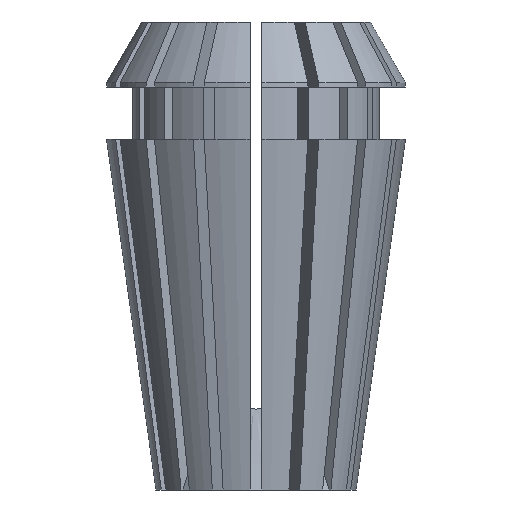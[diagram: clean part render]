
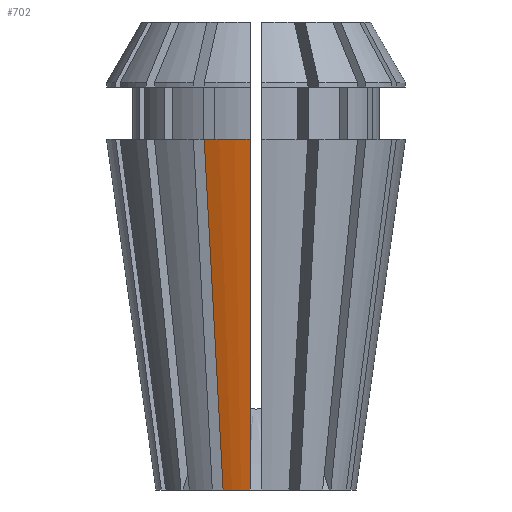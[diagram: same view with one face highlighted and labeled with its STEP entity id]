
A CAD part, front view. The second image highlights one B-rep face of the part: STEP entity #702.
In plain terms, the highlighted conical face has half-angle 8 degrees and reference radius 3.856 mm.
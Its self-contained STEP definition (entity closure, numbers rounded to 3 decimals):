
#230 = B_SPLINE_CURVE_WITH_KNOTS ( 'NONE', 3,
 ( #4887, #4957, #4478, #4039, #1943, #3480, #5532 ),
 .UNSPECIFIED., .F., .F.,
 ( 4, 3, 4 ),
 ( 0., 0.01, 0.014 ),
 .UNSPECIFIED. ) ;
#269 = DIRECTION ( 'NONE',  ( -1., 0., 0. ) ) ;
#337 = VERTEX_POINT ( 'NONE', #2583 ) ;
#702 = ADVANCED_FACE ( 'NONE', ( #5420 ), #1069, .T. ) ;
#788 = CARTESIAN_POINT ( 'NONE',  ( -0.225, -4.098, 1.769 ) ) ;
#858 = EDGE_CURVE ( 'NONE', #4334, #337, #3146, .T. ) ;
#933 = CARTESIAN_POINT ( 'NONE',  ( 0., 0., 13.5 ) ) ;
#1069 = CONICAL_SURFACE ( 'NONE', #5089, 3.856, 0.14 ) ;
#1205 = VERTEX_POINT ( 'NONE', #3249 ) ;
#1901 = EDGE_CURVE ( 'NONE', #2350, #4334, #4595, .T. ) ;
#1943 = CARTESIAN_POINT ( 'NONE',  ( -1.391, -3.946, 2.332 ) ) ;
#1999 = DIRECTION ( 'NONE',  ( 0., 0., 1. ) ) ;
#2203 = DIRECTION ( 'NONE',  ( 1., 0., 0. ) ) ;
#2282 = ORIENTED_EDGE ( 'NONE', *, *, #1901, .F. ) ;
#2350 = VERTEX_POINT ( 'NONE', #4190 ) ;
#2583 = CARTESIAN_POINT ( 'NONE',  ( -1.265, -3.642, 0. ) ) ;
#3116 = ORIENTED_EDGE ( 'NONE', *, *, #858, .F. ) ;
#3146 = CIRCLE ( 'NONE', #6103, 3.856 ) ;
#3205 = EDGE_LOOP ( 'NONE', ( #6481, #3662, #3116, #2282 ) ) ;
#3249 = CARTESIAN_POINT ( 'NONE',  ( -1.992, -5.397, 13.5 ) ) ;
#3480 = CARTESIAN_POINT ( 'NONE',  ( -1.328, -3.794, 1.166 ) ) ;
#3662 = ORIENTED_EDGE ( 'NONE', *, *, #5072, .T. ) ;
#3857 = AXIS2_PLACEMENT_3D ( 'NONE', #933, #4945, #4425 ) ;
#3870 = CARTESIAN_POINT ( 'NONE',  ( -0.225, -3.932, 0.59 ) ) ;
#4039 = CARTESIAN_POINT ( 'NONE',  ( -1.454, -4.097, 3.498 ) ) ;
#4190 = CARTESIAN_POINT ( 'NONE',  ( -0.225, -5.749, 13.5 ) ) ;
#4308 = CARTESIAN_POINT ( 'NONE',  ( -0.225, -3.849, 0. ) ) ;
#4331 = CARTESIAN_POINT ( 'NONE',  ( -0.225, -3.849, 0. ) ) ;
#4334 = VERTEX_POINT ( 'NONE', #4308 ) ;
#4425 = DIRECTION ( 'NONE',  ( -1., 0., 0. ) ) ;
#4478 = CARTESIAN_POINT ( 'NONE',  ( -1.633, -4.531, 6.832 ) ) ;
#4595 = B_SPLINE_CURVE_WITH_KNOTS ( 'NONE', 3,
 ( #5685, #6198, #6218, #788, #6346, #3870, #4331 ),
 .UNSPECIFIED., .F., .F.,
 ( 4, 3, 4 ),
 ( 0.023, 0.035, 0.037 ),
 .UNSPECIFIED. ) ;
#4656 = CIRCLE ( 'NONE', #3857, 5.753 ) ;
#4771 = DIRECTION ( 'NONE',  ( 0., 0., -1. ) ) ;
#4887 = CARTESIAN_POINT ( 'NONE',  ( -1.992, -5.397, 13.5 ) ) ;
#4945 = DIRECTION ( 'NONE',  ( 0., 0., -1. ) ) ;
#4957 = CARTESIAN_POINT ( 'NONE',  ( -1.813, -4.964, 10.166 ) ) ;
#4978 = CARTESIAN_POINT ( 'NONE',  ( 0., 0., 0. ) ) ;
#5072 = EDGE_CURVE ( 'NONE', #1205, #337, #230, .T. ) ;
#5089 = AXIS2_PLACEMENT_3D ( 'NONE', #4978, #1999, #2203 ) ;
#5420 = FACE_OUTER_BOUND ( 'NONE', #3205, .T. ) ;
#5532 = CARTESIAN_POINT ( 'NONE',  ( -1.265, -3.642, 0. ) ) ;
#5685 = CARTESIAN_POINT ( 'NONE',  ( -0.225, -5.749, 13.5 ) ) ;
#6094 = EDGE_CURVE ( 'NONE', #2350, #1205, #4656, .T. ) ;
#6103 = AXIS2_PLACEMENT_3D ( 'NONE', #6269, #4771, #269 ) ;
#6198 = CARTESIAN_POINT ( 'NONE',  ( -0.225, -5.199, 9.59 ) ) ;
#6218 = CARTESIAN_POINT ( 'NONE',  ( -0.225, -4.648, 5.679 ) ) ;
#6269 = CARTESIAN_POINT ( 'NONE',  ( 0., 0., 0. ) ) ;
#6346 = CARTESIAN_POINT ( 'NONE',  ( -0.225, -4.015, 1.179 ) ) ;
#6481 = ORIENTED_EDGE ( 'NONE', *, *, #6094, .T. ) ;
